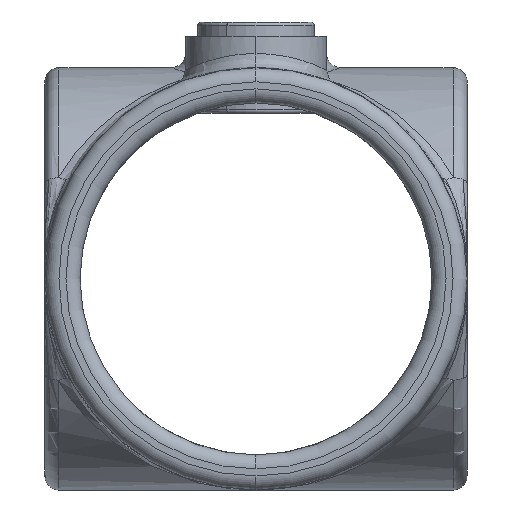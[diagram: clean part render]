
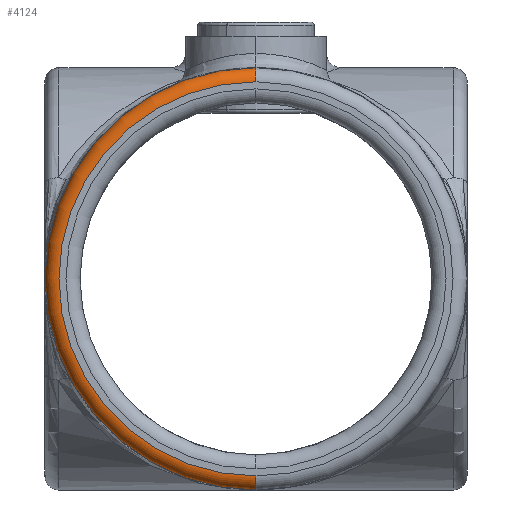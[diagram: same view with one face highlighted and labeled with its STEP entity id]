
A CAD part, left-side view. The second image highlights one B-rep face of the part: STEP entity #4124.
In plain terms, the highlighted toroidal (fillet/blend) face has major radius 28 mm and minor radius 2 mm.
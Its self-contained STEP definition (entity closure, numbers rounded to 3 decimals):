
#173 = AXIS2_PLACEMENT_3D ( 'NONE', #9256, #4953, #1354 ) ;
#742 = CARTESIAN_POINT ( 'NONE',  ( -65.5, 0., 28. ) ) ;
#755 = ORIENTED_EDGE ( 'NONE', *, *, #3643, .F. ) ;
#790 = AXIS2_PLACEMENT_3D ( 'NONE', #1246, #9146, #3360 ) ;
#1246 = CARTESIAN_POINT ( 'NONE',  ( -65.5, 0., 0. ) ) ;
#1354 = DIRECTION ( 'NONE',  ( 0., 0., -1. ) ) ;
#1635 = CIRCLE ( 'NONE', #8722, 2. ) ;
#1785 = CARTESIAN_POINT ( 'NONE',  ( -65.5, 0., -28. ) ) ;
#2450 = VERTEX_POINT ( 'NONE', #2667 ) ;
#2515 = DIRECTION ( 'NONE',  ( 0., -1., 0. ) ) ;
#2534 = ORIENTED_EDGE ( 'NONE', *, *, #4766, .F. ) ;
#2667 = CARTESIAN_POINT ( 'NONE',  ( -67.5, 0., -28. ) ) ;
#2714 = ORIENTED_EDGE ( 'NONE', *, *, #6706, .T. ) ;
#2824 = AXIS2_PLACEMENT_3D ( 'NONE', #3384, #4812, #4149 ) ;
#3360 = DIRECTION ( 'NONE',  ( 0., 0., -1. ) ) ;
#3384 = CARTESIAN_POINT ( 'NONE',  ( -67.5, 0., 0. ) ) ;
#3643 = EDGE_CURVE ( 'NONE', #3863, #7630, #5807, .T. ) ;
#3863 = VERTEX_POINT ( 'NONE', #8183 ) ;
#3956 = CARTESIAN_POINT ( 'NONE',  ( -65.5, 0., 30. ) ) ;
#4054 = CARTESIAN_POINT ( 'NONE',  ( -67.5, 0., 28. ) ) ;
#4124 = ADVANCED_FACE ( 'NONE', ( #8626 ), #8973, .T. ) ;
#4149 = DIRECTION ( 'NONE',  ( 0., 0., -1. ) ) ;
#4766 = EDGE_CURVE ( 'NONE', #8553, #2450, #4781, .T. ) ;
#4781 = CIRCLE ( 'NONE', #2824, 28. ) ;
#4812 = DIRECTION ( 'NONE',  ( -1., 0., 0. ) ) ;
#4953 = DIRECTION ( 'NONE',  ( 1., 0., 0. ) ) ;
#4981 = DIRECTION ( 'NONE',  ( 0., 1., 0. ) ) ;
#5452 = CIRCLE ( 'NONE', #7796, 2. ) ;
#5807 = CIRCLE ( 'NONE', #173, 30. ) ;
#6706 = EDGE_CURVE ( 'NONE', #8553, #7630, #5452, .T. ) ;
#6759 = EDGE_LOOP ( 'NONE', ( #2534, #2714, #755, #7423 ) ) ;
#7339 = EDGE_CURVE ( 'NONE', #2450, #3863, #1635, .T. ) ;
#7423 = ORIENTED_EDGE ( 'NONE', *, *, #7339, .F. ) ;
#7630 = VERTEX_POINT ( 'NONE', #3956 ) ;
#7796 = AXIS2_PLACEMENT_3D ( 'NONE', #742, #4981, #9253 ) ;
#8166 = DIRECTION ( 'NONE',  ( 0., 0., -1. ) ) ;
#8183 = CARTESIAN_POINT ( 'NONE',  ( -65.5, 0., -30. ) ) ;
#8553 = VERTEX_POINT ( 'NONE', #4054 ) ;
#8626 = FACE_OUTER_BOUND ( 'NONE', #6759, .T. ) ;
#8722 = AXIS2_PLACEMENT_3D ( 'NONE', #1785, #2515, #8166 ) ;
#8973 = TOROIDAL_SURFACE ( 'NONE', #790, 28., 2. ) ;
#9146 = DIRECTION ( 'NONE',  ( 1., 0., 0. ) ) ;
#9253 = DIRECTION ( 'NONE',  ( 0., 0., 1. ) ) ;
#9256 = CARTESIAN_POINT ( 'NONE',  ( -65.5, 0., 0. ) ) ;
